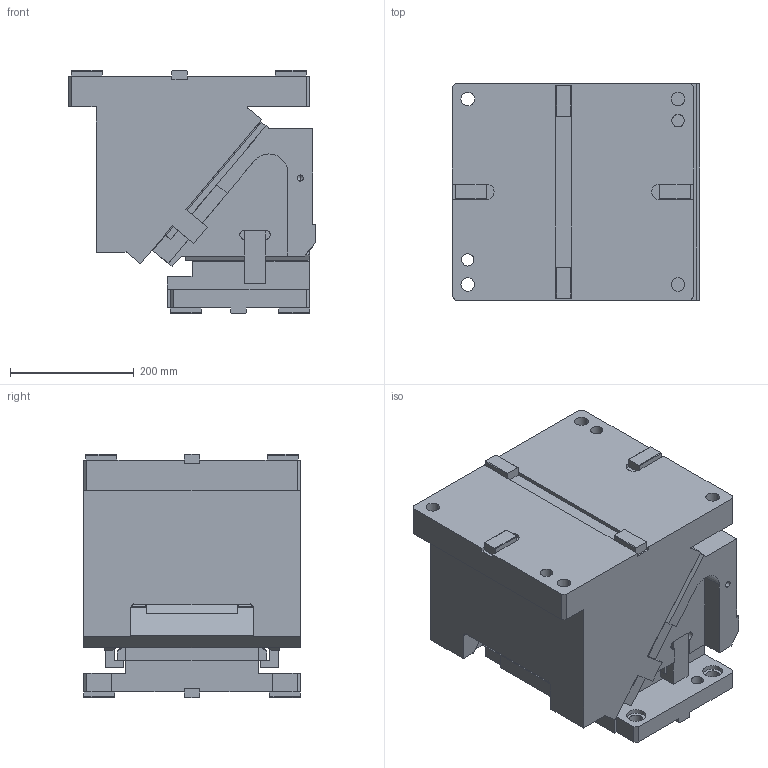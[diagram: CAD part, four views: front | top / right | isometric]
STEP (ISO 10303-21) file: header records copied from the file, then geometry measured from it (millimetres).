
FILE_DESCRIPTION(('CATIA V5 STEP Exchange'),'2;1');
FILE_NAME('CACV_350_00.stp','2015-04-24T15:05:40+00:00',('none'),('none'),'CATIA Version 5 Release 19 SP 2 (IN-10)','CATIA V5 STEP AP203','none');
FILE_SCHEMA(('CONFIG_CONTROL_DESIGN'));
Length unit declared in the file: millimetre
Products named in the file (1): CACV_350_00
Bounding box: 400 x 350 x 393 mm (x, y, z)
Volume: 34375769.4 mm3; surface area: 1475728.6 mm2
Topology: 3 solids, 5 shells, 595 faces, 1738 edges, 1142 vertices
Faces by surface type: plane 410, cylinder 148, bspline 12, cone 12, extrusion 9, torus 4
Entity records: 20114 total; most frequent: CARTESIAN_POINT 5132, ORIENTED_EDGE 3400, DIRECTION 2561, EDGE_CURVE 1700, VECTOR 1381, LINE 1372, VERTEX_POINT 1130, AXIS2_PLACEMENT_3D 678
